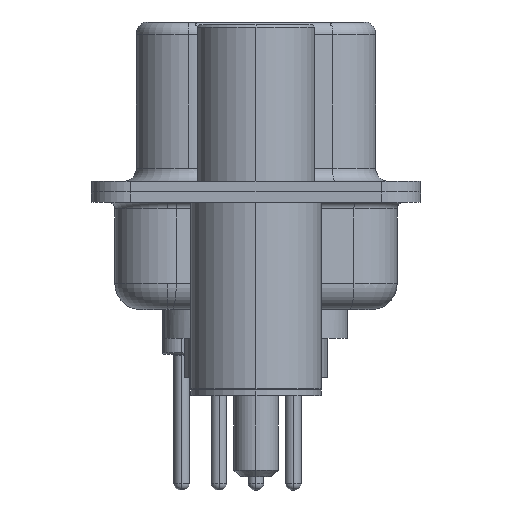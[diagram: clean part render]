
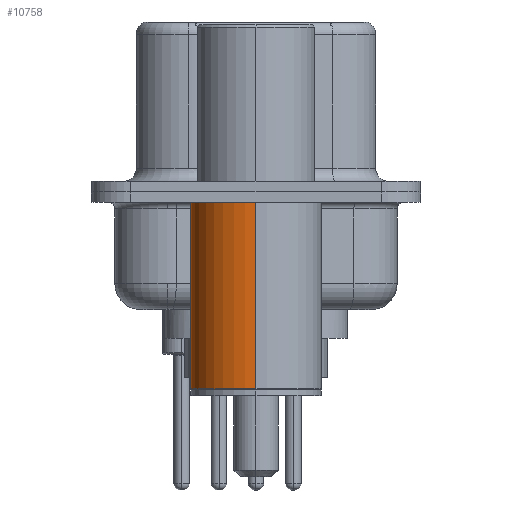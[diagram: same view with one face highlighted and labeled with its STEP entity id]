
A CAD part, left-side view. The second image highlights one B-rep face of the part: STEP entity #10758.
In plain terms, the highlighted cylindrical face has radius 2.5 mm (diameter 5 mm), a partial arc.
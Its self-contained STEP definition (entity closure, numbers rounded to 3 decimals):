
#134 = DIRECTION ( 'NONE',  ( 0., 0., 1. ) ) ;
#343 = VECTOR ( 'NONE', #12810, 1000. ) ;
#533 = ORIENTED_EDGE ( 'NONE', *, *, #3066, .T. ) ;
#894 = VERTEX_POINT ( 'NONE', #7640 ) ;
#905 = LINE ( 'NONE', #12839, #343 ) ;
#1996 = ORIENTED_EDGE ( 'NONE', *, *, #12281, .F. ) ;
#2180 = CYLINDRICAL_SURFACE ( 'NONE', #12606, 2.5 ) ;
#3020 = DIRECTION ( 'NONE',  ( 0., 0., 1. ) ) ;
#3066 = EDGE_CURVE ( 'NONE', #10096, #894, #905, .T. ) ;
#3699 = CARTESIAN_POINT ( 'NONE',  ( -2.5, 0., -7.525 ) ) ;
#4477 = ORIENTED_EDGE ( 'NONE', *, *, #13438, .F. ) ;
#5172 = DIRECTION ( 'NONE',  ( 1., 0., 0. ) ) ;
#5328 = ORIENTED_EDGE ( 'NONE', *, *, #16799, .T. ) ;
#5723 = VERTEX_POINT ( 'NONE', #10464 ) ;
#6245 = DIRECTION ( 'NONE',  ( 0., 0., 1. ) ) ;
#6266 = DIRECTION ( 'NONE',  ( 0., 0., 1. ) ) ;
#6381 = VECTOR ( 'NONE', #6266, 1000. ) ;
#7640 = CARTESIAN_POINT ( 'NONE',  ( -2.5, 0., -0.4 ) ) ;
#10096 = VERTEX_POINT ( 'NONE', #3699 ) ;
#10464 = CARTESIAN_POINT ( 'NONE',  ( 2.5, 0., -0.4 ) ) ;
#10758 = ADVANCED_FACE ( 'NONE', ( #20430 ), #2180, .T. ) ;
#12020 = CARTESIAN_POINT ( 'NONE',  ( 2.5, 0., -7.525 ) ) ;
#12281 = EDGE_CURVE ( 'NONE', #5723, #894, #20664, .T. ) ;
#12477 = VERTEX_POINT ( 'NONE', #12020 ) ;
#12606 = AXIS2_PLACEMENT_3D ( 'NONE', #17250, #134, #5172 ) ;
#12810 = DIRECTION ( 'NONE',  ( 0., 0., 1. ) ) ;
#12839 = CARTESIAN_POINT ( 'NONE',  ( -2.5, 0., 0.581 ) ) ;
#13315 = CARTESIAN_POINT ( 'NONE',  ( 0., 0., -0.4 ) ) ;
#13438 = EDGE_CURVE ( 'NONE', #12477, #5723, #15547, .T. ) ;
#14853 = CARTESIAN_POINT ( 'NONE',  ( 2.5, 0., 0.581 ) ) ;
#15041 = DIRECTION ( 'NONE',  ( 1., 0., 0. ) ) ;
#15547 = LINE ( 'NONE', #14853, #6381 ) ;
#16570 = CARTESIAN_POINT ( 'NONE',  ( 0., 0., -7.525 ) ) ;
#16592 = AXIS2_PLACEMENT_3D ( 'NONE', #16570, #6245, #18266 ) ;
#16799 = EDGE_CURVE ( 'NONE', #12477, #10096, #19972, .T. ) ;
#17250 = CARTESIAN_POINT ( 'NONE',  ( 0., 0., 0.581 ) ) ;
#18266 = DIRECTION ( 'NONE',  ( 1., 0., 0. ) ) ;
#19659 = AXIS2_PLACEMENT_3D ( 'NONE', #13315, #3020, #15041 ) ;
#19972 = CIRCLE ( 'NONE', #16592, 2.5 ) ;
#20430 = FACE_OUTER_BOUND ( 'NONE', #21649, .T. ) ;
#20664 = CIRCLE ( 'NONE', #19659, 2.5 ) ;
#21649 = EDGE_LOOP ( 'NONE', ( #5328, #533, #1996, #4477 ) ) ;
